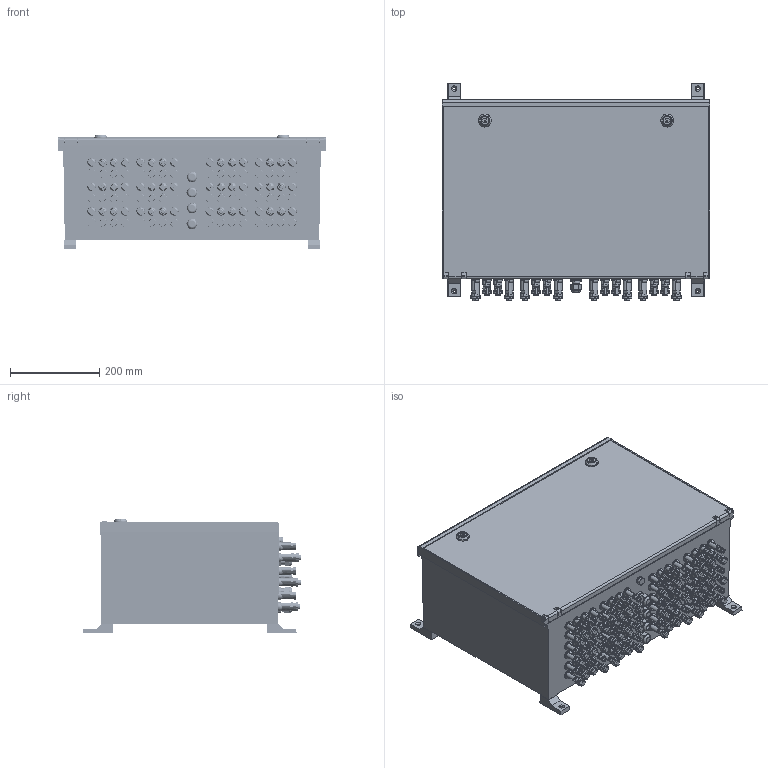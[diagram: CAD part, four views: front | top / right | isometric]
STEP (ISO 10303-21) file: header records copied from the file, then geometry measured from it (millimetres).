
FILE_DESCRIPTION(('CATIA V5 STEP Exchange','CAx-IF Rec.Pracs.--- Model Styling and Organization---1.5--- 2016-08-15','CAx-IF Rec.Pracs.---Supplemental Geometry---1.0---2011-11-01','CAx-IF Rec.Pracs.--- Composite Materials ---1.1---2010-07-15'),'2;1');
FILE_NAME ('D1634292_0', '2024-11-12T07:07:16+00:00', ('none'), ('Weidmueller'), 'CATIA Version 5-6 Release 2022 SP4 HF5', 'CATIA V5 STEP AP214 v3', 'none');
FILE_SCHEMA(('AUTOMOTIVE_DESIGN { 1 0 10303 214 1 1 1 1 }'));
Products named in the file (1): S3D_PVC_DC_2I_1O_12MPP_SPD1R_WM4C_11
Bounding box: 600 x 488.26 x 257 mm (x, y, z)
Volume: 52943675 mm3; surface area: 1240010.6 mm2
Topology: 1 solids, 1 shells, 4938 faces, 13113 edges, 8658 vertices
Faces by surface type: plane 2728, cylinder 1742, sphere 192, cone 140, extrusion 124, torus 12
Entity records: 158252 total; most frequent: CARTESIAN_POINT 40913, ORIENTED_EDGE 26226, DIRECTION 17397, EDGE_CURVE 13113, VERTEX_POINT 8658, VECTOR 8081, LINE 7957, AXIS2_PLACEMENT_3D 6307
